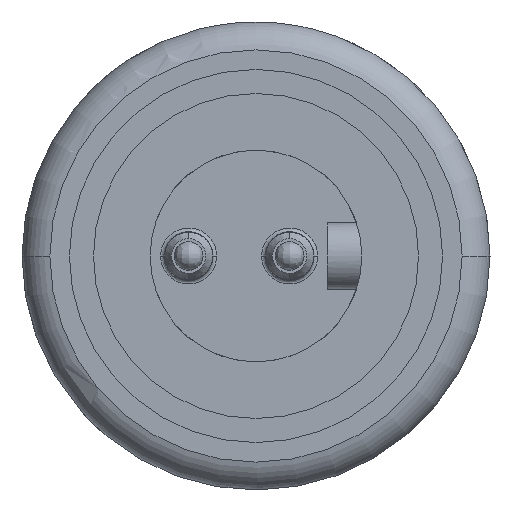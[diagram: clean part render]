
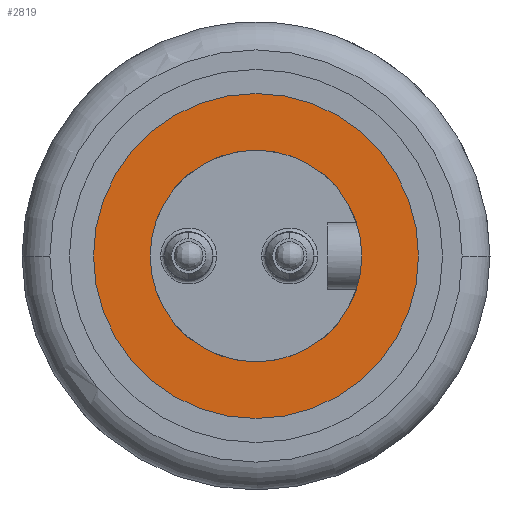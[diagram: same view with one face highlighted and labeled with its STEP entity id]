
A CAD part, left-side view. The second image highlights one B-rep face of the part: STEP entity #2819.
In plain terms, the highlighted planar face has unit normal (-1, 0, 0).
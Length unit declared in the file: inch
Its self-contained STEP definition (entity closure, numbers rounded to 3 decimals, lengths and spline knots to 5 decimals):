
#5 = VERTEX_POINT ( 'NONE', #3132 ) ;
#17 = CIRCLE ( 'NONE', #3563, 0.285 ) ;
#130 = CARTESIAN_POINT ( 'NONE',  ( -4.15277, 0., 0. ) ) ;
#162 = ORIENTED_EDGE ( 'NONE', *, *, #2762, .F. ) ;
#173 = CARTESIAN_POINT ( 'NONE',  ( -4.15277, 0., 0. ) ) ;
#206 = AXIS2_PLACEMENT_3D ( 'NONE', #173, #1853, #1288 ) ;
#316 = DIRECTION ( 'NONE',  ( 0., 1., 0. ) ) ;
#336 = VERTEX_POINT ( 'NONE', #2368 ) ;
#426 = EDGE_LOOP ( 'NONE', ( #2205, #3458 ) ) ;
#442 = DIRECTION ( 'NONE',  ( 0., -1., 0. ) ) ;
#446 = VERTEX_POINT ( 'NONE', #3566 ) ;
#540 = ORIENTED_EDGE ( 'NONE', *, *, #3579, .F. ) ;
#712 = DIRECTION ( 'NONE',  ( 0., 1., 0. ) ) ;
#733 = CARTESIAN_POINT ( 'NONE',  ( -4.15277, 0., 0. ) ) ;
#845 = EDGE_LOOP ( 'NONE', ( #162, #540 ) ) ;
#925 = VERTEX_POINT ( 'NONE', #3241 ) ;
#943 = DIRECTION ( 'NONE',  ( 0., -1., 0. ) ) ;
#1105 = CARTESIAN_POINT ( 'NONE',  ( -4.15277, 0., 0. ) ) ;
#1146 = CIRCLE ( 'NONE', #206, 0.285 ) ;
#1173 = FACE_OUTER_BOUND ( 'NONE', #845, .T. ) ;
#1288 = DIRECTION ( 'NONE',  ( 0., -1., 0. ) ) ;
#1301 = AXIS2_PLACEMENT_3D ( 'NONE', #130, #2930, #943 ) ;
#1798 = CIRCLE ( 'NONE', #1974, 0.4375 ) ;
#1824 = CARTESIAN_POINT ( 'NONE',  ( -4.15277, 0., 0. ) ) ;
#1853 = DIRECTION ( 'NONE',  ( -1., 0., 0. ) ) ;
#1974 = AXIS2_PLACEMENT_3D ( 'NONE', #733, #2698, #712 ) ;
#2130 = CIRCLE ( 'NONE', #3071, 0.4375 ) ;
#2205 = ORIENTED_EDGE ( 'NONE', *, *, #3413, .F. ) ;
#2220 = DIRECTION ( 'NONE',  ( 1., 0., 0. ) ) ;
#2368 = CARTESIAN_POINT ( 'NONE',  ( -4.15277, -0.4375, 0. ) ) ;
#2691 = DIRECTION ( 'NONE',  ( -1., 0., 0. ) ) ;
#2698 = DIRECTION ( 'NONE',  ( 1., 0., 0. ) ) ;
#2762 = EDGE_CURVE ( 'NONE', #925, #336, #2130, .T. ) ;
#2819 = ADVANCED_FACE ( 'NONE', ( #3136, #1173 ), #2914, .T. ) ;
#2914 = PLANE ( 'NONE',  #1301 ) ;
#2930 = DIRECTION ( 'NONE',  ( -1., 0., 0. ) ) ;
#3071 = AXIS2_PLACEMENT_3D ( 'NONE', #1105, #2220, #316 ) ;
#3132 = CARTESIAN_POINT ( 'NONE',  ( -4.15277, -0.285, 0. ) ) ;
#3136 = FACE_BOUND ( 'NONE', #426, .T. ) ;
#3241 = CARTESIAN_POINT ( 'NONE',  ( -4.15277, 0.4375, 0. ) ) ;
#3413 = EDGE_CURVE ( 'NONE', #5, #446, #17, .T. ) ;
#3458 = ORIENTED_EDGE ( 'NONE', *, *, #3601, .F. ) ;
#3563 = AXIS2_PLACEMENT_3D ( 'NONE', #1824, #2691, #442 ) ;
#3566 = CARTESIAN_POINT ( 'NONE',  ( -4.15277, 0.285, 0. ) ) ;
#3579 = EDGE_CURVE ( 'NONE', #336, #925, #1798, .T. ) ;
#3601 = EDGE_CURVE ( 'NONE', #446, #5, #1146, .T. ) ;
